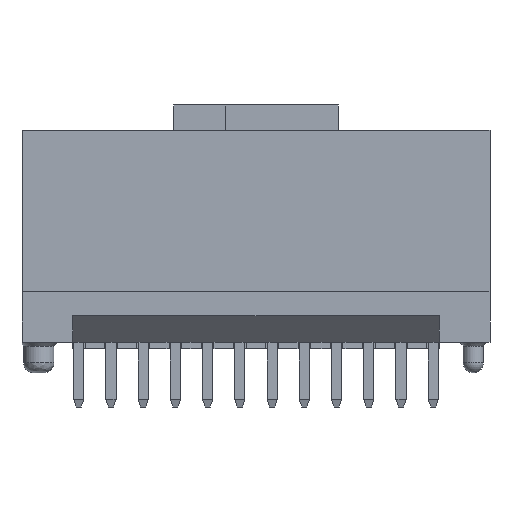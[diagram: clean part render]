
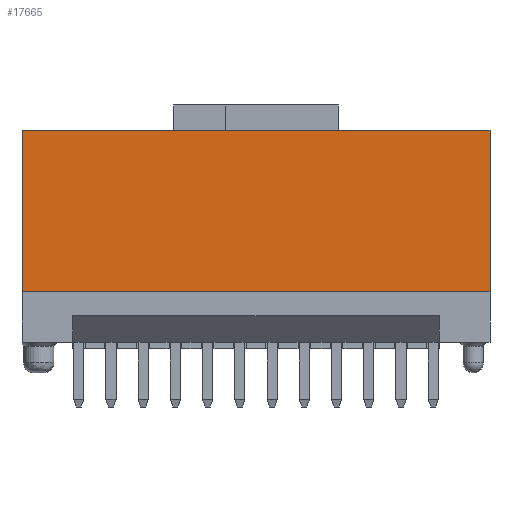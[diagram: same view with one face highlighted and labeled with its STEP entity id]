
A CAD part, front view. The second image highlights one B-rep face of the part: STEP entity #17665.
In plain terms, the highlighted face is planar.
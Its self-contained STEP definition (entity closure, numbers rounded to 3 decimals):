
#15574=CARTESIAN_POINT('',(-12.395,-1.575,2.8));
#15575=VERTEX_POINT('',#15574);
#15592=CARTESIAN_POINT('',(6.045,-1.575,2.8));
#15593=VERTEX_POINT('',#15592);
#15600=CARTESIAN_POINT('',(6.045,-1.575,2.8));
#15601=DIRECTION('',(-1.,0.,0.));
#15602=VECTOR('',#15601,18.44);
#15603=LINE('',#15600,#15602);
#15604=EDGE_CURVE('',#15593,#15575,#15603,.T.);
#17496=CARTESIAN_POINT('',(-12.395,4.775,2.8));
#17497=VERTEX_POINT('',#17496);
#17498=CARTESIAN_POINT('',(-12.395,-1.575,2.8));
#17499=DIRECTION('',(0.,1.,0.));
#17500=VECTOR('',#17499,6.35);
#17501=LINE('',#17498,#17500);
#17502=EDGE_CURVE('',#15575,#17497,#17501,.T.);
#17616=CARTESIAN_POINT('',(6.045,4.775,2.8));
#17617=VERTEX_POINT('',#17616);
#17624=CARTESIAN_POINT('',(6.045,4.775,2.8));
#17625=DIRECTION('',(0.,-1.,0.));
#17626=VECTOR('',#17625,6.35);
#17627=LINE('',#17624,#17626);
#17628=EDGE_CURVE('',#17617,#15593,#17627,.T.);
#17649=CARTESIAN_POINT('',(-3.175,1.6,2.8));
#17650=DIRECTION('',(1.,0.,0.));
#17651=DIRECTION('',(0.,0.,1.));
#17652=AXIS2_PLACEMENT_3D('',#17649,#17651,#17650);
#17653=PLANE('',#17652);
#17654=ORIENTED_EDGE('',*,*,#17502,.F.);
#17655=ORIENTED_EDGE('',*,*,#15604,.F.);
#17656=ORIENTED_EDGE('',*,*,#17628,.F.);
#17657=CARTESIAN_POINT('',(6.045,4.775,2.8));
#17658=DIRECTION('',(-1.,0.,0.));
#17659=VECTOR('',#17658,18.44);
#17660=LINE('',#17657,#17659);
#17661=EDGE_CURVE('',#17617,#17497,#17660,.T.);
#17662=ORIENTED_EDGE('',*,*,#17661,.T.);
#17663=EDGE_LOOP('',(#17654,#17655,#17656,#17662));
#17664=FACE_OUTER_BOUND('',#17663,.T.);
#17665=ADVANCED_FACE('',(#17664),#17653,.T.);
